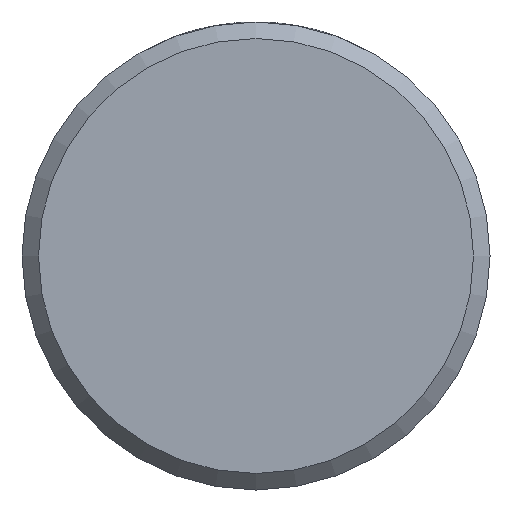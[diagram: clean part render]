
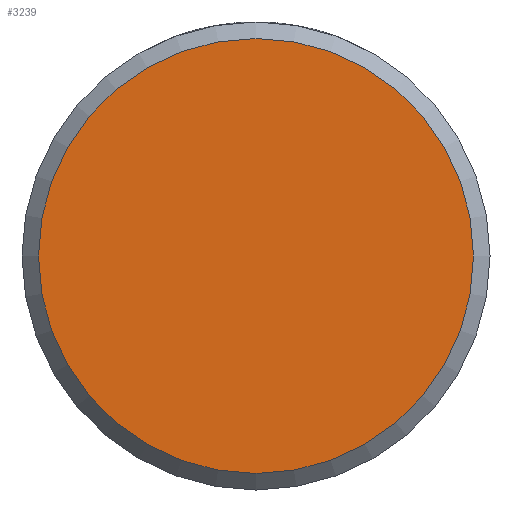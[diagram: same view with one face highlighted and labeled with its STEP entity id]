
A CAD part, front view. The second image highlights one B-rep face of the part: STEP entity #3239.
In plain terms, the highlighted planar face has unit normal (0, -1, 0).
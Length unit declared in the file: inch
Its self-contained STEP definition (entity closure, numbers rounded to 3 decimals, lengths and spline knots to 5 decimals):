
#485 = CIRCLE ( 'NONE', #4614, 0.32935 ) ;
#596 = CARTESIAN_POINT ( 'NONE',  ( 0., 0., 0. ) ) ;
#1582 = ORIENTED_EDGE ( 'NONE', *, *, #3026, .T. ) ;
#2307 = FACE_OUTER_BOUND ( 'NONE', #4751, .T. ) ;
#2424 = PLANE ( 'NONE',  #3505 ) ;
#2459 = DIRECTION ( 'NONE',  ( 0., 0., 1. ) ) ;
#2493 = VERTEX_POINT ( 'NONE', #3415 ) ;
#2840 = CARTESIAN_POINT ( 'NONE',  ( 0., 0., 0. ) ) ;
#3026 = EDGE_CURVE ( 'NONE', #2493, #2493, #485, .T. ) ;
#3239 = ADVANCED_FACE ( 'NONE', ( #2307 ), #2424, .F. ) ;
#3264 = DIRECTION ( 'NONE',  ( 0., -1., 0. ) ) ;
#3415 = CARTESIAN_POINT ( 'NONE',  ( 0., 0., 0.32935 ) ) ;
#3505 = AXIS2_PLACEMENT_3D ( 'NONE', #2840, #4401, #2459 ) ;
#3651 = DIRECTION ( 'NONE',  ( 0., 0., 1. ) ) ;
#4401 = DIRECTION ( 'NONE',  ( 0., 1., 0. ) ) ;
#4614 = AXIS2_PLACEMENT_3D ( 'NONE', #596, #3264, #3651 ) ;
#4751 = EDGE_LOOP ( 'NONE', ( #1582 ) ) ;
